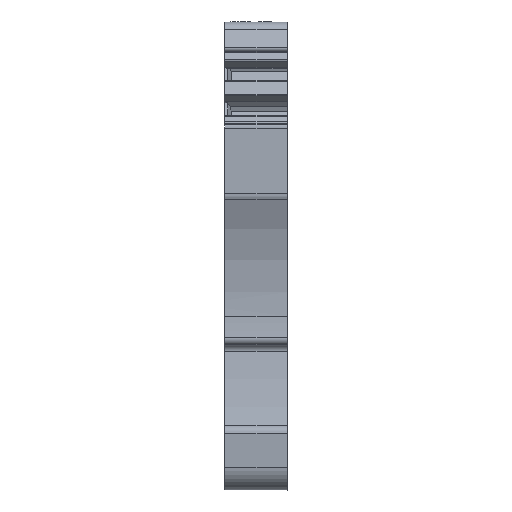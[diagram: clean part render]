
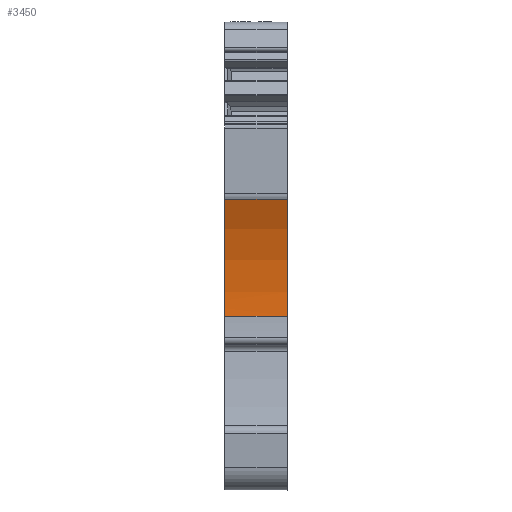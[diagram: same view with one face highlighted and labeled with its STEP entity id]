
A CAD part, front view. The second image highlights one B-rep face of the part: STEP entity #3450.
In plain terms, the highlighted cylindrical face has radius 20 mm (diameter 40 mm), a partial arc.
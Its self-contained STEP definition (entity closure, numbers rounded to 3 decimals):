
#1735=AXIS2_PLACEMENT_3D('Circle Axis2P3D',#1733,#1734,$) ;
#1742=AXIS2_PLACEMENT_3D('Circle Axis2P3D',#1740,#1741,$) ;
#3413=AXIS2_PLACEMENT_3D('Cylinder Axis2P3D',#3410,#3411,#3412) ;
#3432=AXIS2_PLACEMENT_3D('Circle Axis2P3D',#3430,#3431,$) ;
#505=CARTESIAN_POINT('Vertex',(0.,0.267,23.842)) ;
#1730=CARTESIAN_POINT('Vertex',(0.,2.03,14.25)) ;
#1733=CARTESIAN_POINT('Axis2P3D Location',(0.,-17.929,15.54)) ;
#1737=CARTESIAN_POINT('Vertex',(0.,2.06,16.2)) ;
#1740=CARTESIAN_POINT('Axis2P3D Location',(0.,-17.929,15.54)) ;
#3410=CARTESIAN_POINT('Axis2P3D Location',(2.55,-17.929,15.54)) ;
#3415=CARTESIAN_POINT('Line Origine',(2.55,2.03,14.25)) ;
#3419=CARTESIAN_POINT('Vertex',(5.1,2.03,14.25)) ;
#3423=CARTESIAN_POINT('Control Point',(5.1,2.06,16.2)) ;
#3424=CARTESIAN_POINT('Control Point',(5.1,2.082,15.55)) ;
#3425=CARTESIAN_POINT('Control Point',(5.1,2.072,14.899)) ;
#3426=CARTESIAN_POINT('Control Point',(5.1,2.03,14.25)) ;
#3427=CARTESIAN_POINT('Vertex',(5.1,2.06,16.2)) ;
#3430=CARTESIAN_POINT('Axis2P3D Location',(5.1,-17.929,15.54)) ;
#3434=CARTESIAN_POINT('Vertex',(5.1,0.267,23.842)) ;
#3437=CARTESIAN_POINT('Line Origine',(2.55,0.267,23.842)) ;
#1734=DIRECTION('Axis2P3D Direction',(-1.,0.,0.)) ;
#1741=DIRECTION('Axis2P3D Direction',(-1.,0.,0.)) ;
#3411=DIRECTION('Axis2P3D Direction',(-1.,0.,0.)) ;
#3412=DIRECTION('Axis2P3D XDirection',(0.,0.999,0.033)) ;
#3416=DIRECTION('Vector Direction',(-1.,0.,0.)) ;
#3431=DIRECTION('Axis2P3D Direction',(-1.,0.,0.)) ;
#3438=DIRECTION('Vector Direction',(-1.,0.,0.)) ;
#3417=VECTOR('Line Direction',#3416,1.) ;
#3439=VECTOR('Line Direction',#3438,1.) ;
#3443=ORIENTED_EDGE('',*,*,#1739,.T.) ;
#3444=ORIENTED_EDGE('',*,*,#3421,.F.) ;
#3445=ORIENTED_EDGE('',*,*,#3429,.F.) ;
#3446=ORIENTED_EDGE('',*,*,#3436,.F.) ;
#3447=ORIENTED_EDGE('',*,*,#3441,.F.) ;
#3448=ORIENTED_EDGE('',*,*,#1744,.T.) ;
#3450=ADVANCED_FACE('KLTR 2  ZDU2.5 6-fach.1\\K\X2\00F6\X0\rper.4',(#3449),#3414,.F.) ;
#3422=B_SPLINE_CURVE_WITH_KNOTS('',3,(#3423,#3424,#3425,#3426),.UNSPECIFIED.,.F.,.U.,(4,4),(-0.976,0.976),.UNSPECIFIED.) ;
#1736=CIRCLE('generated circle',#1735,20.) ;
#1743=CIRCLE('generated circle',#1742,20.) ;
#3433=CIRCLE('generated circle',#3432,20.) ;
#3414=CYLINDRICAL_SURFACE('generated cylinder',#3413,20.) ;
#1739=EDGE_CURVE('',#1738,#1731,#1736,.T.) ;
#1744=EDGE_CURVE('',#506,#1738,#1743,.T.) ;
#3421=EDGE_CURVE('',#3420,#1731,#3418,.T.) ;
#3429=EDGE_CURVE('',#3428,#3420,#3422,.T.) ;
#3436=EDGE_CURVE('',#3435,#3428,#3433,.T.) ;
#3441=EDGE_CURVE('',#506,#3435,#3440,.F.) ;
#3442=EDGE_LOOP('',(#3443,#3444,#3445,#3446,#3447,#3448)) ;
#3449=FACE_OUTER_BOUND('',#3442,.T.) ;
#3418=LINE('Line',#3415,#3417) ;
#3440=LINE('Line',#3437,#3439) ;
#506=VERTEX_POINT('',#505) ;
#1731=VERTEX_POINT('',#1730) ;
#1738=VERTEX_POINT('',#1737) ;
#3420=VERTEX_POINT('',#3419) ;
#3428=VERTEX_POINT('',#3427) ;
#3435=VERTEX_POINT('',#3434) ;
